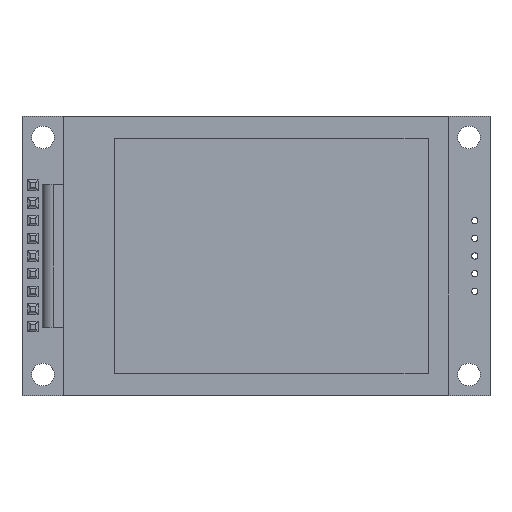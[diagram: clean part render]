
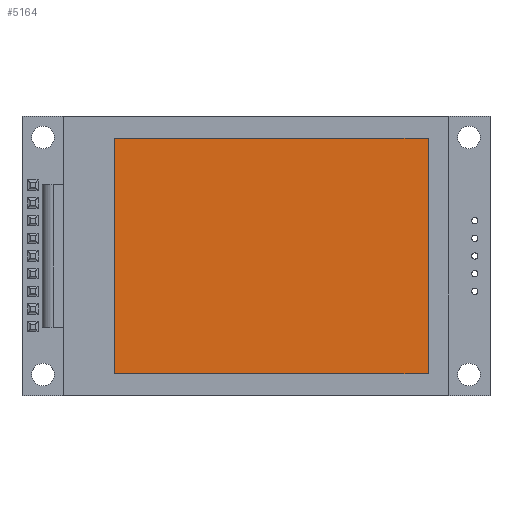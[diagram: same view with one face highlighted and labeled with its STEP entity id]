
A CAD part, top view. The second image highlights one B-rep face of the part: STEP entity #5164.
In plain terms, the highlighted planar face has unit normal (0, 0, 1).
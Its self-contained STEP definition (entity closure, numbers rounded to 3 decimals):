
#381 = DIRECTION ( 'NONE',  ( 0., -1., 0. ) ) ;
#698 = DIRECTION ( 'NONE',  ( 1., 0., 0. ) ) ;
#843 = LINE ( 'NONE', #6604, #7070 ) ;
#914 = VERTEX_POINT ( 'NONE', #5211 ) ;
#1046 = PLANE ( 'NONE',  #7817 ) ;
#1865 = DIRECTION ( 'NONE',  ( 1., 0., 0. ) ) ;
#1992 = CARTESIAN_POINT ( 'NONE',  ( 0., -16.9, 4.91 ) ) ;
#2171 = EDGE_CURVE ( 'NONE', #6599, #914, #7576, .T. ) ;
#2202 = VECTOR ( 'NONE', #698, 1000. ) ;
#2320 = LINE ( 'NONE', #4626, #3346 ) ;
#2663 = EDGE_CURVE ( 'NONE', #914, #3525, #2320, .T. ) ;
#2794 = ORIENTED_EDGE ( 'NONE', *, *, #5913, .T. ) ;
#2882 = DIRECTION ( 'NONE',  ( 1., 0., 0. ) ) ;
#2961 = LINE ( 'NONE', #1992, #2202 ) ;
#3100 = CARTESIAN_POINT ( 'NONE',  ( -20.375, 16.9, 4.91 ) ) ;
#3272 = ORIENTED_EDGE ( 'NONE', *, *, #2663, .F. ) ;
#3346 = VECTOR ( 'NONE', #381, 1000. ) ;
#3525 = VERTEX_POINT ( 'NONE', #5342 ) ;
#3591 = CARTESIAN_POINT ( 'NONE',  ( 0., 0., 4.91 ) ) ;
#3608 = ORIENTED_EDGE ( 'NONE', *, *, #2171, .F. ) ;
#3750 = ORIENTED_EDGE ( 'NONE', *, *, #6584, .T. ) ;
#4270 = VECTOR ( 'NONE', #1865, 1000. ) ;
#4309 = CARTESIAN_POINT ( 'NONE',  ( -20.375, -16.9, 4.91 ) ) ;
#4626 = CARTESIAN_POINT ( 'NONE',  ( 24.725, 0., 4.91 ) ) ;
#4764 = DIRECTION ( 'NONE',  ( 0., 0., 1. ) ) ;
#4905 = EDGE_LOOP ( 'NONE', ( #2794, #3750, #3272, #3608 ) ) ;
#5164 = ADVANCED_FACE ( 'NONE', ( #6505 ), #1046, .T. ) ;
#5211 = CARTESIAN_POINT ( 'NONE',  ( 24.725, 16.9, 4.91 ) ) ;
#5342 = CARTESIAN_POINT ( 'NONE',  ( 24.725, -16.9, 4.91 ) ) ;
#5913 = EDGE_CURVE ( 'NONE', #6599, #6080, #843, .T. ) ;
#6080 = VERTEX_POINT ( 'NONE', #4309 ) ;
#6505 = FACE_OUTER_BOUND ( 'NONE', #4905, .T. ) ;
#6584 = EDGE_CURVE ( 'NONE', #6080, #3525, #2961, .T. ) ;
#6599 = VERTEX_POINT ( 'NONE', #3100 ) ;
#6604 = CARTESIAN_POINT ( 'NONE',  ( -20.375, 0., 4.91 ) ) ;
#6690 = CARTESIAN_POINT ( 'NONE',  ( 0., 16.9, 4.91 ) ) ;
#7070 = VECTOR ( 'NONE', #7249, 1000. ) ;
#7249 = DIRECTION ( 'NONE',  ( 0., -1., 0. ) ) ;
#7576 = LINE ( 'NONE', #6690, #4270 ) ;
#7817 = AXIS2_PLACEMENT_3D ( 'NONE', #3591, #4764, #2882 ) ;
